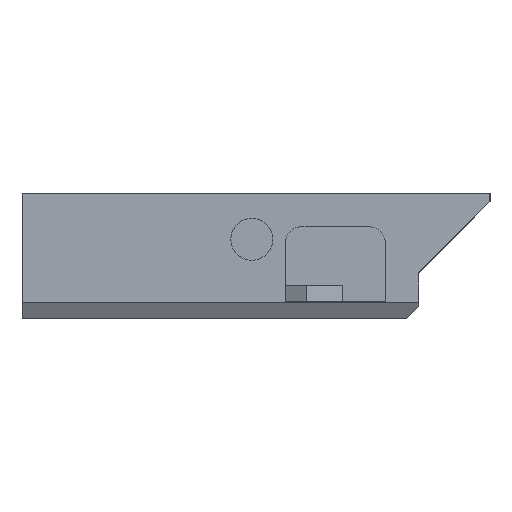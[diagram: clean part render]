
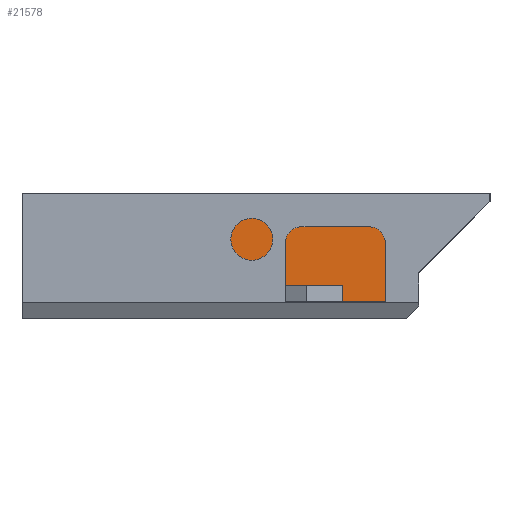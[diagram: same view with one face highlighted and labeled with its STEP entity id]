
A CAD part, left-side view. The second image highlights one B-rep face of the part: STEP entity #21578.
In plain terms, the highlighted planar face has unit normal (-1, 0, 0).
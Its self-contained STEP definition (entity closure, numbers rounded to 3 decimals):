
#2616 = VERTEX_POINT('',#2617);
#2617 = CARTESIAN_POINT('',(21.,35.,-23.));
#2666 = VERTEX_POINT('',#2667);
#2667 = CARTESIAN_POINT('',(21.,35.,-36.));
#2673 = EDGE_CURVE('',#2666,#2616,#2674,.T.);
#2674 = LINE('',#2675,#2676);
#2675 = CARTESIAN_POINT('',(21.,35.,-22.));
#2676 = VECTOR('',#2677,1.);
#2677 = DIRECTION('',(0.,0.,1.));
#2738 = VERTEX_POINT('',#2739);
#2739 = CARTESIAN_POINT('',(21.,-11.5,-23.));
#2745 = EDGE_CURVE('',#2738,#2616,#2746,.T.);
#2746 = LINE('',#2747,#2748);
#2747 = CARTESIAN_POINT('',(21.,-16.25,-23.));
#2748 = VECTOR('',#2749,1.);
#2749 = DIRECTION('',(0.,1.,0.));
#21578 = ADVANCED_FACE('',(#21579),#21645,.T.);
#21579 = FACE_BOUND('',#21580,.T.);
#21580 = EDGE_LOOP('',(#21581,#21591,#21597,#21598,#21599,#21607,#21615,
    #21623,#21631,#21639));
#21581 = ORIENTED_EDGE('',*,*,#21582,.F.);
#21582 = EDGE_CURVE('',#21583,#21585,#21587,.T.);
#21583 = VERTEX_POINT('',#21584);
#21584 = CARTESIAN_POINT('',(21.,-11.5,-36.));
#21585 = VERTEX_POINT('',#21586);
#21586 = CARTESIAN_POINT('',(21.,-3.33,-36.));
#21587 = LINE('',#21588,#21589);
#21588 = CARTESIAN_POINT('',(21.,-11.5,-36.));
#21589 = VECTOR('',#21590,1.);
#21590 = DIRECTION('',(0.,1.,0.));
#21591 = ORIENTED_EDGE('',*,*,#21592,.F.);
#21592 = EDGE_CURVE('',#2738,#21583,#21593,.T.);
#21593 = LINE('',#21594,#21595);
#21594 = CARTESIAN_POINT('',(21.,-11.5,-21.));
#21595 = VECTOR('',#21596,1.);
#21596 = DIRECTION('',(0.,0.,-1.));
#21597 = ORIENTED_EDGE('',*,*,#2745,.T.);
#21598 = ORIENTED_EDGE('',*,*,#2673,.F.);
#21599 = ORIENTED_EDGE('',*,*,#21600,.F.);
#21600 = EDGE_CURVE('',#21601,#2666,#21603,.T.);
#21601 = VERTEX_POINT('',#21602);
#21602 = CARTESIAN_POINT('',(21.,11.,-36.));
#21603 = LINE('',#21604,#21605);
#21604 = CARTESIAN_POINT('',(21.,-11.5,-36.));
#21605 = VECTOR('',#21606,1.);
#21606 = DIRECTION('',(0.,1.,0.));
#21607 = ORIENTED_EDGE('',*,*,#21608,.F.);
#21608 = EDGE_CURVE('',#21609,#21601,#21611,.T.);
#21609 = VERTEX_POINT('',#21610);
#21610 = CARTESIAN_POINT('',(21.,11.,-34.));
#21611 = LINE('',#21612,#21613);
#21612 = CARTESIAN_POINT('',(21.,11.,-34.));
#21613 = VECTOR('',#21614,1.);
#21614 = DIRECTION('',(0.,0.,-1.));
#21615 = ORIENTED_EDGE('',*,*,#21616,.F.);
#21616 = EDGE_CURVE('',#21617,#21609,#21619,.T.);
#21617 = VERTEX_POINT('',#21618);
#21618 = CARTESIAN_POINT('',(21.,5.33,-34.));
#21619 = LINE('',#21620,#21621);
#21620 = CARTESIAN_POINT('',(21.,5.,-34.));
#21621 = VECTOR('',#21622,1.);
#21622 = DIRECTION('',(0.,1.,0.));
#21623 = ORIENTED_EDGE('',*,*,#21624,.F.);
#21624 = EDGE_CURVE('',#21625,#21617,#21627,.T.);
#21625 = VERTEX_POINT('',#21626);
#21626 = CARTESIAN_POINT('',(21.,5.,-34.));
#21627 = LINE('',#21628,#21629);
#21628 = CARTESIAN_POINT('',(21.,5.,-34.));
#21629 = VECTOR('',#21630,1.);
#21630 = DIRECTION('',(0.,1.,0.));
#21631 = ORIENTED_EDGE('',*,*,#21632,.F.);
#21632 = EDGE_CURVE('',#21633,#21625,#21635,.T.);
#21633 = VERTEX_POINT('',#21634);
#21634 = CARTESIAN_POINT('',(21.,-3.33,-34.));
#21635 = LINE('',#21636,#21637);
#21636 = CARTESIAN_POINT('',(21.,-5.25,-34.));
#21637 = VECTOR('',#21638,1.);
#21638 = DIRECTION('',(0.,1.,0.));
#21639 = ORIENTED_EDGE('',*,*,#21640,.T.);
#21640 = EDGE_CURVE('',#21633,#21585,#21641,.T.);
#21641 = LINE('',#21642,#21643);
#21642 = CARTESIAN_POINT('',(21.,-3.33,-27.5));
#21643 = VECTOR('',#21644,1.);
#21644 = DIRECTION('',(0.,0.,-1.));
#21645 = PLANE('',#21646);
#21646 = AXIS2_PLACEMENT_3D('',#21647,#21648,#21649);
#21647 = CARTESIAN_POINT('',(21.,-11.5,-21.));
#21648 = DIRECTION('',(-1.,0.,0.));
#21649 = DIRECTION('',(0.,0.,-1.));
